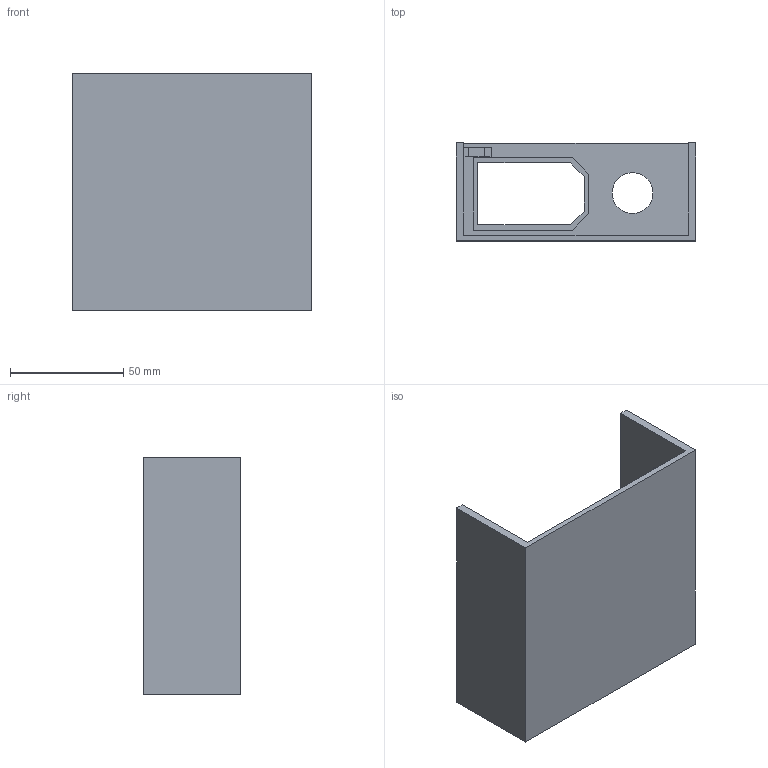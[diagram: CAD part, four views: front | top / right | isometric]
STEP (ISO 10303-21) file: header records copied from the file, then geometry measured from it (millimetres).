
FILE_DESCRIPTION(/* description */ (''),/* implementation_level */ '2;1');
FILE_NAME(/* name */ 'PSU cover.step',/* time_stamp */ '2023-06-27T16:28:16-05:00',/* author */ (''),/* organization */ (''),/* preprocessor_version */ 'ST-DEVELOPER v19.2',/* originating_system */ 'Autodesk Translation Framework v12.6.0.85',/* authorisation */ '');
FILE_SCHEMA (('AUTOMOTIVE_DESIGN { 1 0 10303 214 3 1 1 }'));
Length unit declared in the file: millimetre
Products named in the file (3): Candy machine V0.1; 5537T502_T-Slotted Framing; 5537T502_T-Slotted Framing (1)
Assembly tree (2 placements, depth 2):
  Candy machine V0.1
    5537T502_T-Slotted Framing
    5537T502_T-Slotted Framing (1)
Bounding box: 106 x 43.2 x 105 mm (x, y, z)
Volume: 62957.1 mm3; surface area: 46654.7 mm2
Topology: 1 solids, 1 shells, 36 faces, 96 edges, 64 vertices
Faces by surface type: plane 34, cylinder 2
Full cylindrical faces by diameter (mm): 3.2 x1, 18 x1
Entity records: 1200 total; most frequent: CARTESIAN_POINT 201, ORIENTED_EDGE 192, DIRECTION 182, EDGE_CURVE 96, LINE 92, VECTOR 92, VERTEX_POINT 64, AXIS2_PLACEMENT_3D 45
